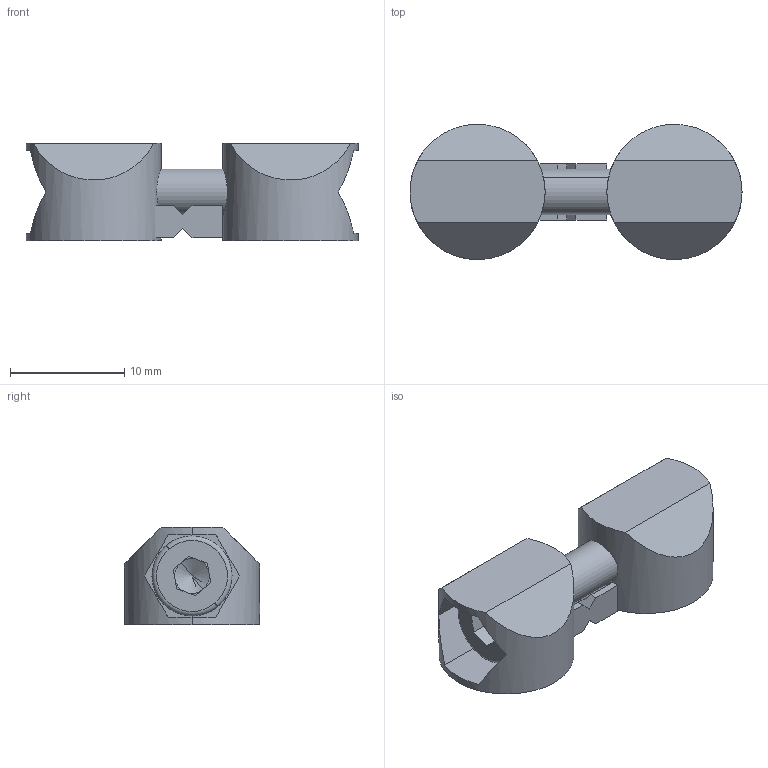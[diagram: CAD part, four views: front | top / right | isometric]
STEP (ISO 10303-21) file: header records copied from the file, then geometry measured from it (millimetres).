
FILE_DESCRIPTION (( 'STEP AP214' ), '1' );
FILE_NAME ('099a0520s02.STEP', '2013-07-24T11:26:24', ( '' ), ( '' ), 'SwSTEP 2.0', 'SolidWorks 2012', '' );
FILE_SCHEMA (( 'AUTOMOTIVE_DESIGN' ));
Length unit declared in the file: millimetre
Products named in the file (5): 4din934m04m_4din934m04m; 4din912m0418m_4din912m0418m; 099a0520_099 a 0520 s03; 099a0520_099 a 0520; 099a0520s02
Assembly tree (4 placements, depth 2):
  099a0520s02
    099a0520_099 a 0520
    099a0520_099 a 0520 s03
    4din912m0418m_4din912m0418m
    4din934m04m_4din934m04m
Bounding box: 29 x 11.8 x 8.5 mm (x, y, z)
Volume: 1515 mm3; surface area: 2050.3 mm2
Topology: 4 solids, 4 shells, 104 faces, 252 edges, 154 vertices
Faces by surface type: plane 66, cylinder 20, cone 14, torus 4
Entity records: 3400 total; most frequent: CARTESIAN_POINT 757, DIRECTION 516, ORIENTED_EDGE 500, EDGE_CURVE 250, AXIS2_PLACEMENT_3D 189, VERTEX_POINT 154, VECTOR 138, LINE 138
